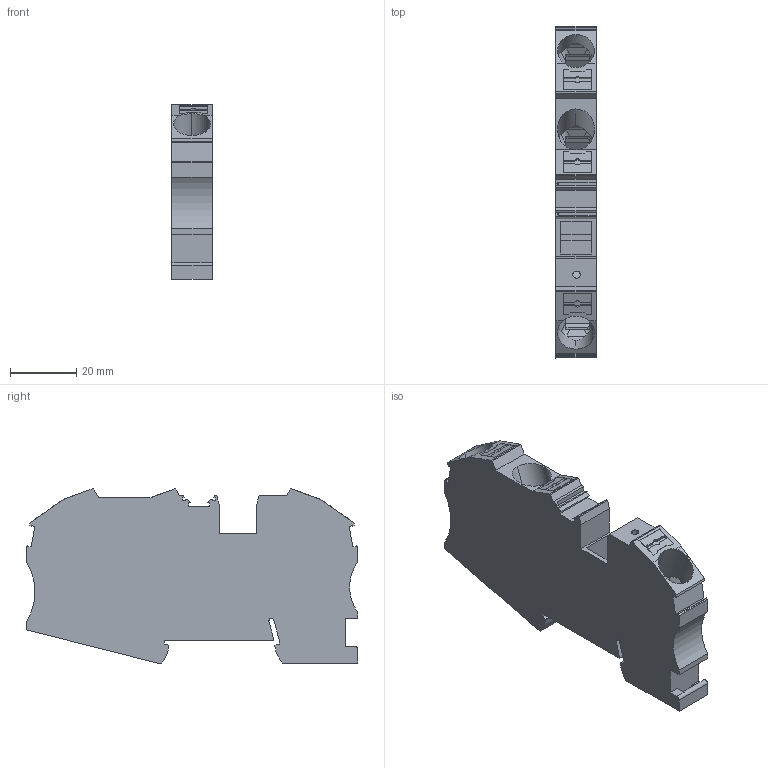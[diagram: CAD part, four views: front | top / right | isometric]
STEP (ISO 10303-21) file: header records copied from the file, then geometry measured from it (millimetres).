
FILE_DESCRIPTION(('Creo Elements/Direct Modeling STEP Export'),'2;1');
FILE_NAME('model.stp','2020-10-16T 0:09:20',(''),(''),'Creo Elements/Direct Modeling STEP processor for AP214 (Solid Model)','Creo Elements/Direct Modeling 20.1A 29-Sep-2018 (C) Parametric Technology GmbH','');
FILE_SCHEMA(('AUTOMOTIVE_DESIGN { 1 0 10303 214 1 1 1 1 }'));
Length unit declared in the file: millimetre
Products named in the file (2): PT_16_TWIN_N_BU-select
Assembly tree (1 placements, depth 2):
  PT_16_TWIN_N_BU-select
    PT_16_TWIN_N_BU-select
Bounding box: 12.15 x 100.24 x 52.63 mm (x, y, z)
Volume: 43310.1 mm3; surface area: 16776.7 mm2
Topology: 1 solids, 1 shells, 231 faces, 670 edges, 446 vertices
Faces by surface type: plane 175, cylinder 56
Entity records: 11834 total; most frequent: CARTESIAN_POINT 3716, ORIENTED_EDGE 1340, DIRECTION 1238, EDGE_CURVE 670, VECTOR 528, LINE 528, VERTEX_POINT 446, AXIS2_PLACEMENT_3D 355
